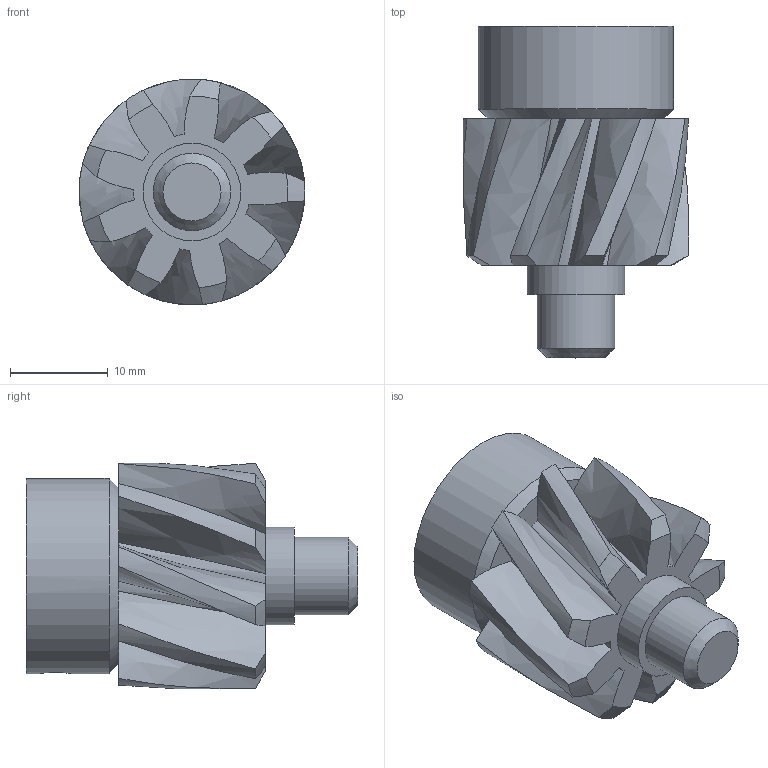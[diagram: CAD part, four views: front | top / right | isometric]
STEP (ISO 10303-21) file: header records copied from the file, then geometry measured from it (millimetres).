
FILE_DESCRIPTION(/* description */ ('STEP AP214'),/* implementation_level */ '2;1');
FILE_NAME(/* name */ '681941f050d50a4ee4875a45',/* time_stamp */ '2025-05-05T22:55:44Z',/* author */ (''),/* organization */ (''),/* preprocessor_version */ 'ST-DEVELOPER v20',/* originating_system */ 'ONSHAPE BY PTC INC, 1.197',/* authorisation */ ' ');
FILE_SCHEMA (('AUTOMOTIVE_DESIGN {1 0 10303 214 3 1 1}'));
Length unit declared in the file: metre
Products named in the file (1): Part 1
Bounding box: 23.14 x 34 x 23.14 mm (x, y, z)
Volume: 7196.5 mm3; surface area: 3841 mm2
Topology: 1 solids, 1 shells, 92 faces, 244 edges, 157 vertices
Faces by surface type: plane 39, cylinder 24, bspline 18, cone 11
Full cylindrical faces by diameter (mm): 3.2 x2, 7.95 x1, 10 x1, 20 x1
Entity records: 3709 total; most frequent: CARTESIAN_POINT 1683, ORIENTED_EDGE 464, DIRECTION 338, EDGE_CURVE 232, AXIS2_PLACEMENT_3D 160, VERTEX_POINT 152, B_SPLINE_CURVE_WITH_KNOTS 129, EDGE_LOOP 106
